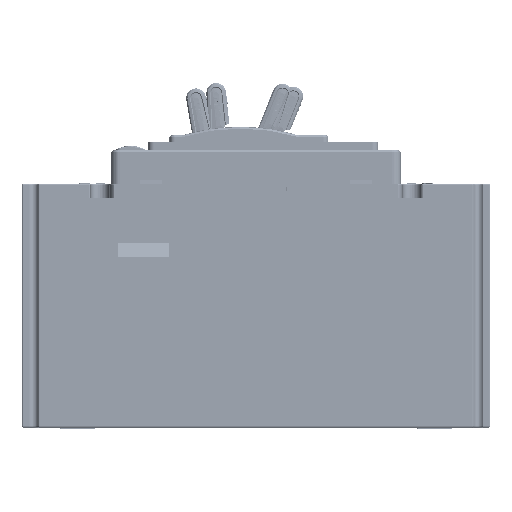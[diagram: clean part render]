
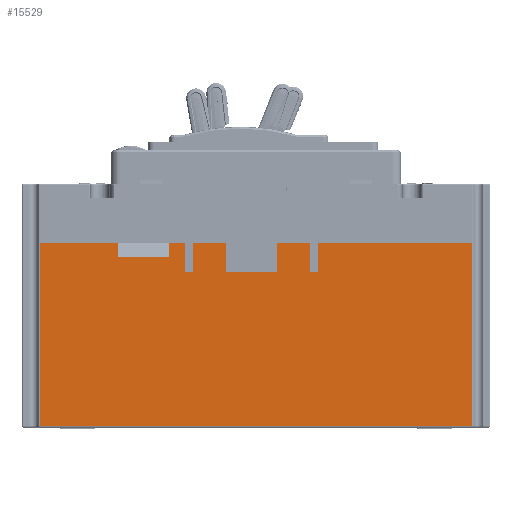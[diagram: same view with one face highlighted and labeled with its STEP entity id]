
A CAD part, front view. The second image highlights one B-rep face of the part: STEP entity #15529.
In plain terms, the highlighted planar face has unit normal (0, -1, 0).
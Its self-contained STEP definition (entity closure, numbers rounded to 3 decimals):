
#10440=CIRCLE('',#163386,0.5);
#10441=CIRCLE('',#163387,0.5);
#10442=CIRCLE('',#163388,0.5);
#10443=CIRCLE('',#163389,0.5);
#10444=CIRCLE('',#163390,0.5);
#10445=CIRCLE('',#163391,0.5);
#15529=ADVANCED_FACE('',(#29520),#24195,.T.);
#24195=PLANE('',#163392);
#29520=FACE_OUTER_BOUND('',#37794,.T.);
#37794=EDGE_LOOP('',(#50819,#50820,#50821,#50822,#50823,#50824,#50825,#50826,
#50827,#50828,#50829,#50830,#50831,#50832,#50833,#50834,#50835,#50836,#50837,
#50838,#50839,#50840,#50841,#50842,#50843,#50844));
#50819=ORIENTED_EDGE('',*,*,#110906,.T.);
#50820=ORIENTED_EDGE('',*,*,#110907,.T.);
#50821=ORIENTED_EDGE('',*,*,#110585,.T.);
#50822=ORIENTED_EDGE('',*,*,#110908,.T.);
#50823=ORIENTED_EDGE('',*,*,#110909,.T.);
#50824=ORIENTED_EDGE('',*,*,#110910,.T.);
#50825=ORIENTED_EDGE('',*,*,#110774,.F.);
#50826=ORIENTED_EDGE('',*,*,#110911,.T.);
#50827=ORIENTED_EDGE('',*,*,#110912,.T.);
#50828=ORIENTED_EDGE('',*,*,#110913,.F.);
#50829=ORIENTED_EDGE('',*,*,#110914,.T.);
#50830=ORIENTED_EDGE('',*,*,#110915,.F.);
#50831=ORIENTED_EDGE('',*,*,#110770,.F.);
#50832=ORIENTED_EDGE('',*,*,#110916,.F.);
#50833=ORIENTED_EDGE('',*,*,#110917,.T.);
#50834=ORIENTED_EDGE('',*,*,#110918,.T.);
#50835=ORIENTED_EDGE('',*,*,#110919,.T.);
#50836=ORIENTED_EDGE('',*,*,#110920,.T.);
#50837=ORIENTED_EDGE('',*,*,#110593,.F.);
#50838=ORIENTED_EDGE('',*,*,#110921,.T.);
#50839=ORIENTED_EDGE('',*,*,#110922,.T.);
#50840=ORIENTED_EDGE('',*,*,#110923,.F.);
#50841=ORIENTED_EDGE('',*,*,#110924,.T.);
#50842=ORIENTED_EDGE('',*,*,#110925,.F.);
#50843=ORIENTED_EDGE('',*,*,#110589,.T.);
#50844=ORIENTED_EDGE('',*,*,#110926,.F.);
#94877=VERTEX_POINT('',#226430);
#94878=VERTEX_POINT('',#226432);
#94881=VERTEX_POINT('',#226438);
#94882=VERTEX_POINT('',#226440);
#94885=VERTEX_POINT('',#226446);
#94886=VERTEX_POINT('',#226448);
#95047=VERTEX_POINT('',#226797);
#95048=VERTEX_POINT('',#226799);
#95051=VERTEX_POINT('',#226805);
#95052=VERTEX_POINT('',#226807);
#95173=VERTEX_POINT('',#227061);
#95174=VERTEX_POINT('',#227062);
#95175=VERTEX_POINT('',#227065);
#95176=VERTEX_POINT('',#227067);
#95177=VERTEX_POINT('',#227070);
#95178=VERTEX_POINT('',#227072);
#95179=VERTEX_POINT('',#227074);
#95180=VERTEX_POINT('',#227076);
#95181=VERTEX_POINT('',#227079);
#95182=VERTEX_POINT('',#227081);
#95183=VERTEX_POINT('',#227083);
#95184=VERTEX_POINT('',#227085);
#95185=VERTEX_POINT('',#227088);
#95186=VERTEX_POINT('',#227090);
#95187=VERTEX_POINT('',#227092);
#95188=VERTEX_POINT('',#227094);
#110585=EDGE_CURVE('',#94878,#94877,#133012,.T.);
#110589=EDGE_CURVE('',#94882,#94881,#133016,.T.);
#110593=EDGE_CURVE('',#94885,#94886,#133020,.T.);
#110770=EDGE_CURVE('',#95047,#95048,#133146,.T.);
#110774=EDGE_CURVE('',#95051,#95052,#133150,.T.);
#110906=EDGE_CURVE('',#95173,#95174,#133247,.T.);
#110907=EDGE_CURVE('',#95174,#94878,#133248,.T.);
#110908=EDGE_CURVE('',#94877,#95175,#133249,.T.);
#110909=EDGE_CURVE('',#95175,#95176,#133250,.T.);
#110910=EDGE_CURVE('',#95176,#95052,#133251,.T.);
#110911=EDGE_CURVE('',#95051,#95177,#133252,.T.);
#110912=EDGE_CURVE('',#95177,#95178,#10440,.T.);
#110913=EDGE_CURVE('',#95179,#95178,#133253,.T.);
#110914=EDGE_CURVE('',#95179,#95180,#10441,.T.);
#110915=EDGE_CURVE('',#95048,#95180,#133254,.T.);
#110916=EDGE_CURVE('',#95181,#95047,#133255,.T.);
#110917=EDGE_CURVE('',#95181,#95182,#10442,.T.);
#110918=EDGE_CURVE('',#95182,#95183,#133256,.T.);
#110919=EDGE_CURVE('',#95183,#95184,#10443,.T.);
#110920=EDGE_CURVE('',#95184,#94886,#133257,.T.);
#110921=EDGE_CURVE('',#94885,#95185,#133258,.T.);
#110922=EDGE_CURVE('',#95185,#95186,#10444,.T.);
#110923=EDGE_CURVE('',#95187,#95186,#133259,.T.);
#110924=EDGE_CURVE('',#95187,#95188,#10445,.T.);
#110925=EDGE_CURVE('',#94882,#95188,#133260,.T.);
#110926=EDGE_CURVE('',#95173,#94881,#133261,.T.);
#133012=LINE('',#226431,#148171);
#133016=LINE('',#226439,#148175);
#133020=LINE('',#226447,#148179);
#133146=LINE('',#226798,#148305);
#133150=LINE('',#226806,#148309);
#133247=LINE('',#227060,#148406);
#133248=LINE('',#227063,#148407);
#133249=LINE('',#227064,#148408);
#133250=LINE('',#227066,#148409);
#133251=LINE('',#227068,#148410);
#133252=LINE('',#227069,#148411);
#133253=LINE('',#227073,#148412);
#133254=LINE('',#227077,#148413);
#133255=LINE('',#227078,#148414);
#133256=LINE('',#227082,#148415);
#133257=LINE('',#227086,#148416);
#133258=LINE('',#227087,#148417);
#133259=LINE('',#227091,#148418);
#133260=LINE('',#227095,#148419);
#133261=LINE('',#227096,#148420);
#148171=VECTOR('',#178723,1.);
#148175=VECTOR('',#178727,1.);
#148179=VECTOR('',#178731,1.);
#148305=VECTOR('',#178983,1.);
#148309=VECTOR('',#178987,1.);
#148406=VECTOR('',#179156,1.);
#148407=VECTOR('',#179157,1.);
#148408=VECTOR('',#179158,1.);
#148409=VECTOR('',#179159,1.);
#148410=VECTOR('',#179160,1.);
#148411=VECTOR('',#179161,1.);
#148412=VECTOR('',#179164,1.);
#148413=VECTOR('',#179167,1.);
#148414=VECTOR('',#179168,1.);
#148415=VECTOR('',#179171,1.);
#148416=VECTOR('',#179174,1.);
#148417=VECTOR('',#179175,1.);
#148418=VECTOR('',#179178,1.);
#148419=VECTOR('',#179181,1.);
#148420=VECTOR('',#179182,1.);
#163386=AXIS2_PLACEMENT_3D('',#227071,#179162,#179163);
#163387=AXIS2_PLACEMENT_3D('',#227075,#179165,#179166);
#163388=AXIS2_PLACEMENT_3D('',#227080,#179169,#179170);
#163389=AXIS2_PLACEMENT_3D('',#227084,#179172,#179173);
#163390=AXIS2_PLACEMENT_3D('',#227089,#179176,#179177);
#163391=AXIS2_PLACEMENT_3D('',#227093,#179179,#179180);
#163392=AXIS2_PLACEMENT_3D('',#227097,#179183,#179184);
#178723=DIRECTION('',(-1.,0.,0.));
#178727=DIRECTION('',(-1.,0.,0.));
#178731=DIRECTION('',(1.,0.,0.));
#178983=DIRECTION('',(1.,0.,0.));
#178987=DIRECTION('',(1.,0.,0.));
#179156=DIRECTION('',(-1.,0.,0.));
#179157=DIRECTION('',(0.,0.,1.));
#179158=DIRECTION('',(0.,0.,-1.));
#179159=DIRECTION('',(1.,0.,0.));
#179160=DIRECTION('',(0.,0.,1.));
#179161=DIRECTION('',(0.,0.,-1.));
#179162=DIRECTION('',(0.,1.,0.));
#179163=DIRECTION('',(1.,0.,0.));
#179164=DIRECTION('',(1.,0.,0.));
#179165=DIRECTION('',(0.,1.,0.));
#179166=DIRECTION('',(1.,0.,0.));
#179167=DIRECTION('',(0.,0.,-1.));
#179168=DIRECTION('',(0.,0.,1.));
#179169=DIRECTION('',(0.,1.,0.));
#179170=DIRECTION('',(1.,0.,0.));
#179171=DIRECTION('',(-1.,0.,0.));
#179172=DIRECTION('',(0.,1.,0.));
#179173=DIRECTION('',(1.,0.,0.));
#179174=DIRECTION('',(0.,0.,1.));
#179175=DIRECTION('',(0.,0.,-1.));
#179176=DIRECTION('',(0.,1.,0.));
#179177=DIRECTION('',(1.,0.,0.));
#179178=DIRECTION('',(1.,0.,0.));
#179179=DIRECTION('',(0.,1.,0.));
#179180=DIRECTION('',(1.,0.,0.));
#179181=DIRECTION('',(0.,0.,-1.));
#179182=DIRECTION('',(0.,0.,1.));
#179183=DIRECTION('',(0.,-1.,0.));
#179184=DIRECTION('',(0.,0.,1.));
#226430=CARTESIAN_POINT('',(223.824,175.,10.876));
#226431=CARTESIAN_POINT('',(217.631,175.,10.876));
#226432=CARTESIAN_POINT('',(251.631,175.,10.876));
#226438=CARTESIAN_POINT('',(269.631,175.,10.876));
#226439=CARTESIAN_POINT('',(217.631,175.,10.876));
#226440=CARTESIAN_POINT('',(275.031,175.,10.876));
#226446=CARTESIAN_POINT('',(278.031,175.,10.876));
#226447=CARTESIAN_POINT('',(217.631,175.,10.876));
#226448=CARTESIAN_POINT('',(289.531,175.,10.876));
#226797=CARTESIAN_POINT('',(307.531,175.,10.876));
#226798=CARTESIAN_POINT('',(217.631,175.,10.876));
#226799=CARTESIAN_POINT('',(319.031,175.,10.876));
#226805=CARTESIAN_POINT('',(322.031,175.,10.876));
#226806=CARTESIAN_POINT('',(217.631,175.,10.876));
#226807=CARTESIAN_POINT('',(376.437,175.,10.876));
#227060=CARTESIAN_POINT('',(269.631,175.,5.876));
#227061=CARTESIAN_POINT('',(269.631,175.,5.876));
#227062=CARTESIAN_POINT('',(251.631,175.,5.876));
#227063=CARTESIAN_POINT('',(251.631,175.,5.876));
#227064=CARTESIAN_POINT('',(223.824,175.,-410.124));
#227065=CARTESIAN_POINT('',(223.824,175.,-53.624));
#227066=CARTESIAN_POINT('',(217.631,175.,-53.624));
#227067=CARTESIAN_POINT('',(376.437,175.,-53.624));
#227068=CARTESIAN_POINT('',(376.437,175.,-410.124));
#227069=CARTESIAN_POINT('',(322.031,175.,-14.124));
#227070=CARTESIAN_POINT('',(322.031,175.,1.076));
#227071=CARTESIAN_POINT('',(321.531,175.,1.076));
#227072=CARTESIAN_POINT('',(321.531,175.,0.576));
#227073=CARTESIAN_POINT('',(217.631,175.,0.576));
#227074=CARTESIAN_POINT('',(319.531,175.,0.576));
#227075=CARTESIAN_POINT('',(319.531,175.,1.076));
#227076=CARTESIAN_POINT('',(319.031,175.,1.076));
#227077=CARTESIAN_POINT('',(319.031,175.,-13.124));
#227078=CARTESIAN_POINT('',(307.531,175.,-116.094));
#227079=CARTESIAN_POINT('',(307.531,175.,1.076));
#227080=CARTESIAN_POINT('',(307.031,175.,1.076));
#227081=CARTESIAN_POINT('',(307.031,175.,0.576));
#227082=CARTESIAN_POINT('',(307.231,175.,0.576));
#227083=CARTESIAN_POINT('',(290.031,175.,0.576));
#227084=CARTESIAN_POINT('',(290.031,175.,1.076));
#227085=CARTESIAN_POINT('',(289.531,175.,1.076));
#227086=CARTESIAN_POINT('',(289.531,175.,-116.094));
#227087=CARTESIAN_POINT('',(278.031,175.,-14.124));
#227088=CARTESIAN_POINT('',(278.031,175.,1.076));
#227089=CARTESIAN_POINT('',(277.531,175.,1.076));
#227090=CARTESIAN_POINT('',(277.531,175.,0.576));
#227091=CARTESIAN_POINT('',(217.631,175.,0.576));
#227092=CARTESIAN_POINT('',(275.531,175.,0.576));
#227093=CARTESIAN_POINT('',(275.531,175.,1.076));
#227094=CARTESIAN_POINT('',(275.031,175.,1.076));
#227095=CARTESIAN_POINT('',(275.031,175.,-13.124));
#227096=CARTESIAN_POINT('',(269.631,175.,5.876));
#227097=CARTESIAN_POINT('',(217.631,175.,-13.124));
